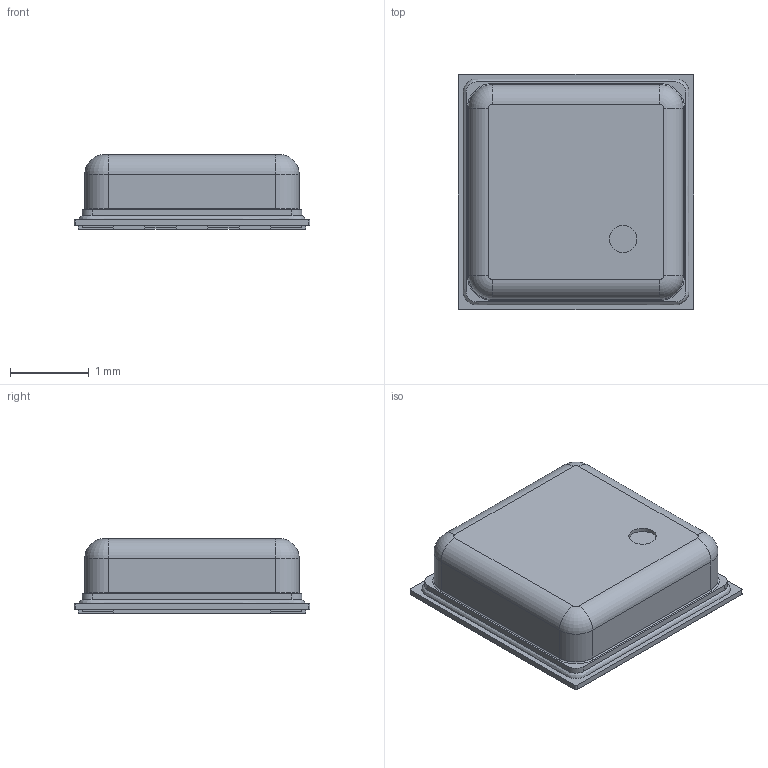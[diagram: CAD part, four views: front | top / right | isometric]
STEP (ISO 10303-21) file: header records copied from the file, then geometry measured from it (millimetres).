
FILE_DESCRIPTION(/* description */ ('Unknown'),/* implementation_level */ '2;1');
FILE_NAME(/* name */ 'BME690',/* time_stamp */ '2025-02-27T16:03:32+02:00',/* author */ ('Unknown'),/* organization */ ('Unknown'),/* preprocessor_version */ 'ST-DEVELOPER v18.102',/* originating_system */ 'Solid Edge',/* authorisation */ 'Unknown');
FILE_SCHEMA (('AUTOMOTIVE_DESIGN {1 0 10303 214 3 1 1}'));
Length unit declared in the file: millimetre
Products named in the file (1): BME690
Bounding box: 3 x 3 x 0.95 mm (x, y, z)
Volume: 7.1 mm3; surface area: 26.8 mm2
Topology: 1 solids, 1 shells, 98 faces, 257 edges, 166 vertices
Faces by surface type: plane 67, cylinder 22, torus 8, bspline 1
Full cylindrical faces by diameter (mm): 0.15 x1, 0.35 x1
Entity records: 4559 total; most frequent: CARTESIAN_POINT 1429, ORIENTED_EDGE 506, DIRECTION 488, EDGE_CURVE 253, LINE 196, VECTOR 196, VERTEX_POINT 165, AXIS2_PLACEMENT_3D 146
